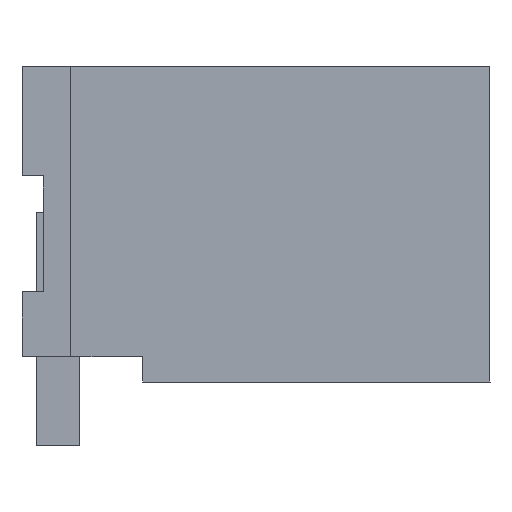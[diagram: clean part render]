
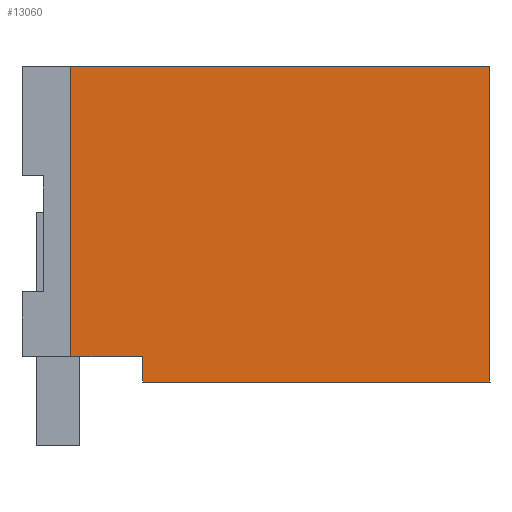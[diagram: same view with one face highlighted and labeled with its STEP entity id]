
A CAD part, left-side view. The second image highlights one B-rep face of the part: STEP entity #13060.
In plain terms, the highlighted planar face has unit normal (-1, 0, 0).
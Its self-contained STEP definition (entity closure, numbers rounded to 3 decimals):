
#13038=AXIS2_PLACEMENT_3D('Plane Axis2P3D',#13035,#13036,#13037) ;
#2004=CARTESIAN_POINT('Vertex',(0.,8.2,2.1)) ;
#2007=CARTESIAN_POINT('Line Origine',(0.,9.05,2.1)) ;
#2011=CARTESIAN_POINT('Vertex',(0.,9.9,2.1)) ;
#2394=CARTESIAN_POINT('Line Origine',(0.,9.9,5.525)) ;
#2398=CARTESIAN_POINT('Vertex',(0.,9.9,8.95)) ;
#3868=CARTESIAN_POINT('Line Origine',(0.,4.95,8.95)) ;
#3872=CARTESIAN_POINT('Vertex',(0.,0.,8.95)) ;
#13019=CARTESIAN_POINT('Vertex',(0.,8.2,1.5)) ;
#13022=CARTESIAN_POINT('Line Origine',(0.,8.2,1.8)) ;
#13035=CARTESIAN_POINT('Axis2P3D Location',(0.,11.05,-1.55)) ;
#13040=CARTESIAN_POINT('Line Origine',(0.,4.1,1.5)) ;
#13044=CARTESIAN_POINT('Vertex',(0.,0.,1.5)) ;
#13047=CARTESIAN_POINT('Line Origine',(0.,0.,5.225)) ;
#2008=DIRECTION('Vector Direction',(0.,-1.,0.)) ;
#2395=DIRECTION('Vector Direction',(0.,0.,-1.)) ;
#3869=DIRECTION('Vector Direction',(0.,1.,0.)) ;
#13023=DIRECTION('Vector Direction',(0.,0.,1.)) ;
#13036=DIRECTION('Axis2P3D Direction',(-1.,0.,0.)) ;
#13037=DIRECTION('Axis2P3D XDirection',(0.,-1.,0.)) ;
#13041=DIRECTION('Vector Direction',(0.,1.,0.)) ;
#13048=DIRECTION('Vector Direction',(0.,0.,-1.)) ;
#2009=VECTOR('Line Direction',#2008,1.) ;
#2396=VECTOR('Line Direction',#2395,1.) ;
#3870=VECTOR('Line Direction',#3869,1.) ;
#13024=VECTOR('Line Direction',#13023,1.) ;
#13042=VECTOR('Line Direction',#13041,1.) ;
#13049=VECTOR('Line Direction',#13048,1.) ;
#13053=ORIENTED_EDGE('',*,*,#2013,.T.) ;
#13054=ORIENTED_EDGE('',*,*,#13026,.F.) ;
#13055=ORIENTED_EDGE('',*,*,#13046,.T.) ;
#13056=ORIENTED_EDGE('',*,*,#13051,.T.) ;
#13057=ORIENTED_EDGE('',*,*,#3874,.T.) ;
#13058=ORIENTED_EDGE('',*,*,#2400,.T.) ;
#13060=ADVANCED_FACE('HOUSING',(#13059),#13039,.T.) ;
#2013=EDGE_CURVE('',#2012,#2005,#2010,.T.) ;
#2400=EDGE_CURVE('',#2399,#2012,#2397,.T.) ;
#3874=EDGE_CURVE('',#3873,#2399,#3871,.T.) ;
#13026=EDGE_CURVE('',#13020,#2005,#13025,.T.) ;
#13046=EDGE_CURVE('',#13020,#13045,#13043,.F.) ;
#13051=EDGE_CURVE('',#13045,#3873,#13050,.F.) ;
#13052=EDGE_LOOP('',(#13053,#13054,#13055,#13056,#13057,#13058)) ;
#13059=FACE_OUTER_BOUND('',#13052,.T.) ;
#2010=LINE('Line',#2007,#2009) ;
#2397=LINE('Line',#2394,#2396) ;
#3871=LINE('Line',#3868,#3870) ;
#13025=LINE('Line',#13022,#13024) ;
#13043=LINE('Line',#13040,#13042) ;
#13050=LINE('Line',#13047,#13049) ;
#13039=PLANE('',#13038) ;
#2005=VERTEX_POINT('',#2004) ;
#2012=VERTEX_POINT('',#2011) ;
#2399=VERTEX_POINT('',#2398) ;
#3873=VERTEX_POINT('',#3872) ;
#13020=VERTEX_POINT('',#13019) ;
#13045=VERTEX_POINT('',#13044) ;
